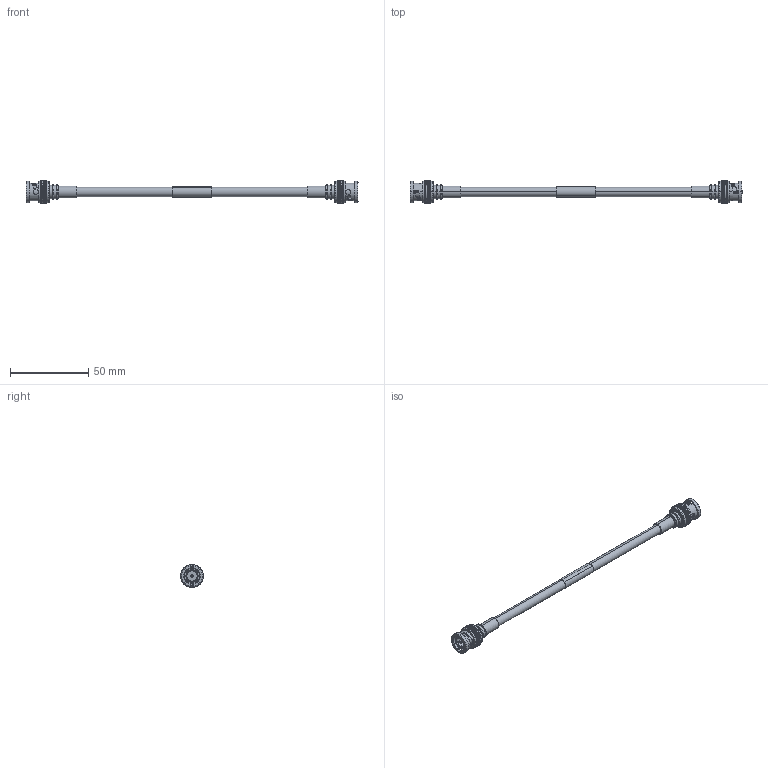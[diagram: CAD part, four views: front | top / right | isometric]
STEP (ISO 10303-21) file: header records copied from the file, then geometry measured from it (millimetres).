
FILE_DESCRIPTION (( 'STEP AP214' ), '1' );
FILE_NAME ('FMCA100024_3D.step', '2024-06-17T20:56:02', ( '' ), ( '' ), 'SwSTEP 2.0', 'SolidWorks 2022', '' );
FILE_SCHEMA (( 'AUTOMOTIVE_DESIGN' ));
Length unit declared in the file: inch
Products named in the file (4): LMR-240-75-DB; FMCA100024_3D; 1AW01-003_.254 ID; TC-240-BM-75-X_PE
Assembly tree (4 placements, depth 2):
  FMCA100024_3D
    LMR-240-75-DB
    1AW01-003_.254 ID
    TC-240-BM-75-X_PE  x2
Bounding box: 212.39 x 14.5 x 14.5 mm (x, y, z)
Volume: 8487.3 mm3; surface area: 9232.9 mm2
Topology: 6 solids, 6 shells, 858 faces, 2424 edges, 1598 vertices
Faces by surface type: plane 532, cylinder 230, cone 64, torus 32
Entity records: 14888 total; most frequent: CARTESIAN_POINT 4152, ORIENTED_EDGE 2442, DIRECTION 1913, EDGE_CURVE 1221, VERTEX_POINT 805, AXIS2_PLACEMENT_3D 742, B_SPLINE_CURVE_WITH_KNOTS 471, EDGE_LOOP 452
